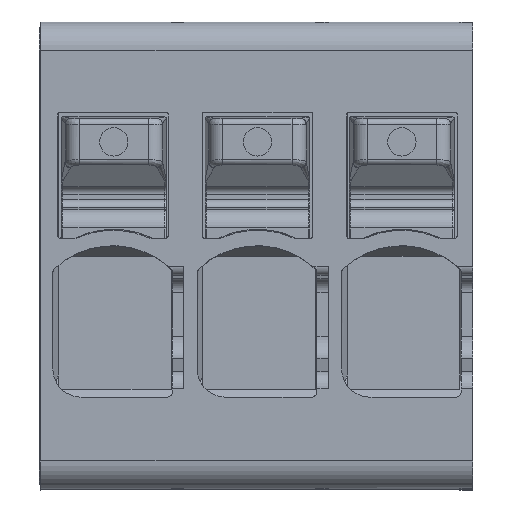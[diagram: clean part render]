
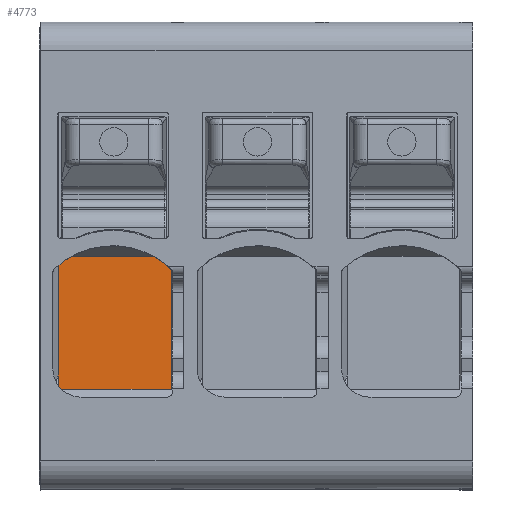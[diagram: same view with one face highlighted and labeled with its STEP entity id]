
A CAD part, top view. The second image highlights one B-rep face of the part: STEP entity #4773.
In plain terms, the highlighted planar face has unit normal (0, 0, 1).
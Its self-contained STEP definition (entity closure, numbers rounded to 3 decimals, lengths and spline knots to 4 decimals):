
#3221=AXIS2_PLACEMENT_3D('Plane Axis2P3D',#3218,#3219,#3220) ;
#4743=AXIS2_PLACEMENT_3D('Circle Axis2P3D',#4741,#4742,$) ;
#4748=AXIS2_PLACEMENT_3D('Circle Axis2P3D',#4746,#4747,$) ;
#4755=AXIS2_PLACEMENT_3D('Circle Axis2P3D',#4753,#4754,$) ;
#4760=AXIS2_PLACEMENT_3D('Circle Axis2P3D',#4758,#4759,$) ;
#3218=CARTESIAN_POINT('Axis2P3D Location',(0.67,2.2945,37.46)) ;
#3268=CARTESIAN_POINT('Vertex',(0.67,7.9072,37.46)) ;
#3289=CARTESIAN_POINT('Vertex',(0.67,3.6567,37.46)) ;
#3292=CARTESIAN_POINT('Line Origine',(0.67,5.782,37.46)) ;
#3384=CARTESIAN_POINT('Vertex',(0.7622,3.5487,37.46)) ;
#3437=CARTESIAN_POINT('Vertex',(4.65,3.5487,37.46)) ;
#3440=CARTESIAN_POINT('Line Origine',(2.7061,3.5487,37.46)) ;
#3487=CARTESIAN_POINT('Vertex',(4.65,7.7774,37.46)) ;
#3490=CARTESIAN_POINT('Line Origine',(4.65,5.663,37.46)) ;
#4709=CARTESIAN_POINT('Line Origine',(2.5875,8.2353,37.46)) ;
#4713=CARTESIAN_POINT('Vertex',(1.1539,8.2353,37.46)) ;
#4715=CARTESIAN_POINT('Vertex',(4.0211,8.2353,37.46)) ;
#4741=CARTESIAN_POINT('Axis2P3D Location',(1.475,4.25,37.46)) ;
#4746=CARTESIAN_POINT('Axis2P3D Location',(4.5,7.6451,37.46)) ;
#4750=CARTESIAN_POINT('Vertex',(4.6366,7.7912,37.46)) ;
#4753=CARTESIAN_POINT('Axis2P3D Location',(2.5875,5.6,37.46)) ;
#4758=CARTESIAN_POINT('Axis2P3D Location',(2.5875,5.6,37.46)) ;
#3219=DIRECTION('Axis2P3D Direction',(0.,0.,-1.)) ;
#3220=DIRECTION('Axis2P3D XDirection',(0.,1.,0.)) ;
#3293=DIRECTION('Vector Direction',(0.,1.,0.)) ;
#3441=DIRECTION('Vector Direction',(-1.,0.,0.)) ;
#3491=DIRECTION('Vector Direction',(0.,1.,0.)) ;
#4710=DIRECTION('Vector Direction',(1.,0.,0.)) ;
#4742=DIRECTION('Axis2P3D Direction',(0.,0.,-1.)) ;
#4747=DIRECTION('Axis2P3D Direction',(0.,0.,-1.)) ;
#4754=DIRECTION('Axis2P3D Direction',(0.,0.,-1.)) ;
#4759=DIRECTION('Axis2P3D Direction',(0.,0.,-1.)) ;
#3294=VECTOR('Line Direction',#3293,1.) ;
#3442=VECTOR('Line Direction',#3441,1.) ;
#3492=VECTOR('Line Direction',#3491,1.) ;
#4711=VECTOR('Line Direction',#4710,1.) ;
#4764=ORIENTED_EDGE('',*,*,#3296,.T.) ;
#4765=ORIENTED_EDGE('',*,*,#4745,.F.) ;
#4766=ORIENTED_EDGE('',*,*,#3444,.F.) ;
#4767=ORIENTED_EDGE('',*,*,#3494,.T.) ;
#4768=ORIENTED_EDGE('',*,*,#4752,.F.) ;
#4769=ORIENTED_EDGE('',*,*,#4757,.F.) ;
#4770=ORIENTED_EDGE('',*,*,#4717,.F.) ;
#4771=ORIENTED_EDGE('',*,*,#4762,.F.) ;
#4773=ADVANCED_FACE('PartBody',(#4772),#3222,.F.) ;
#4744=CIRCLE('generated circle',#4743,1.) ;
#4749=CIRCLE('generated circle',#4748,0.2) ;
#4756=CIRCLE('generated circle',#4755,3.) ;
#4761=CIRCLE('generated circle',#4760,3.) ;
#3296=EDGE_CURVE('',#3269,#3290,#3295,.F.) ;
#3444=EDGE_CURVE('',#3438,#3385,#3443,.T.) ;
#3494=EDGE_CURVE('',#3438,#3488,#3493,.T.) ;
#4717=EDGE_CURVE('',#4714,#4716,#4712,.T.) ;
#4745=EDGE_CURVE('',#3385,#3290,#4744,.T.) ;
#4752=EDGE_CURVE('',#4751,#3488,#4749,.T.) ;
#4757=EDGE_CURVE('',#4716,#4751,#4756,.T.) ;
#4762=EDGE_CURVE('',#3269,#4714,#4761,.T.) ;
#4763=EDGE_LOOP('',(#4764,#4765,#4766,#4767,#4768,#4769,#4770,#4771)) ;
#4772=FACE_OUTER_BOUND('',#4763,.T.) ;
#3295=LINE('Line',#3292,#3294) ;
#3443=LINE('Line',#3440,#3442) ;
#3493=LINE('Line',#3490,#3492) ;
#4712=LINE('Line',#4709,#4711) ;
#3222=PLANE('',#3221) ;
#3269=VERTEX_POINT('',#3268) ;
#3290=VERTEX_POINT('',#3289) ;
#3385=VERTEX_POINT('',#3384) ;
#3438=VERTEX_POINT('',#3437) ;
#3488=VERTEX_POINT('',#3487) ;
#4714=VERTEX_POINT('',#4713) ;
#4716=VERTEX_POINT('',#4715) ;
#4751=VERTEX_POINT('',#4750) ;
